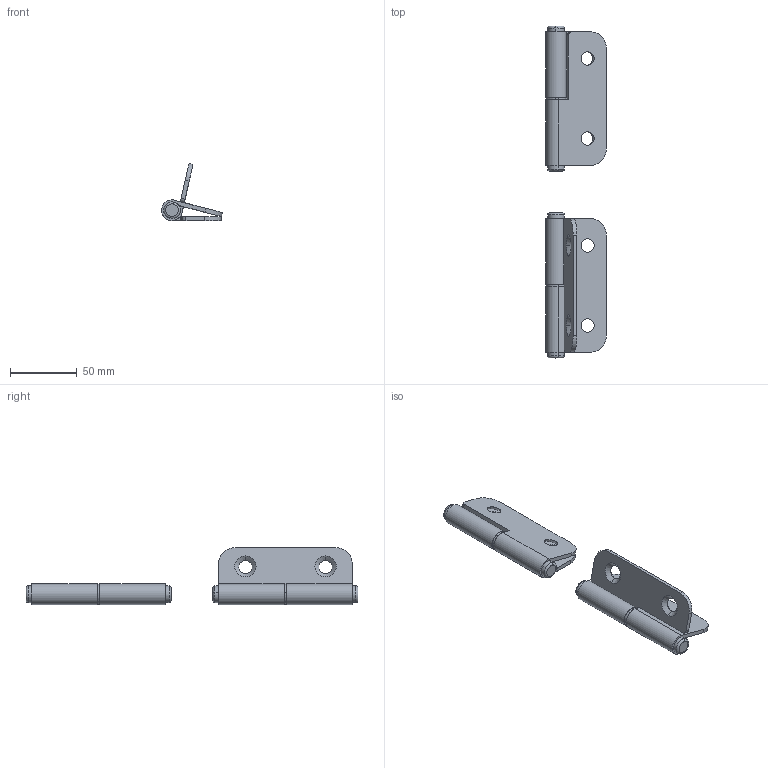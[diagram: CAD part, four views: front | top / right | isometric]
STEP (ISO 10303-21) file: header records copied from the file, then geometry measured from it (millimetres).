
FILE_DESCRIPTION (( 'STEP AP214' ), '1' );
FILE_NAME ('02165-Lift Off Hinge Left Hand Stainless Steel 100mm.STEP', '2018-07-25T23:35:58', ( '' ), ( '' ), 'SwSTEP 2.0', 'SolidWorks 2018', '' );
FILE_SCHEMA (( 'AUTOMOTIVE_DESIGN' ));
Length unit declared in the file: millimetre
Products named in the file (7): 2165 hole; 2165 pin; 02165-Lift Off Hinge Left Hand Stainless Steel 100mm
Assembly tree (4 placements, depth 2):
  2165 hole
  2165 pin
  02165-Lift Off Hinge Left Hand Stainless Steel 100mm
    2165 hole  x2
    2165 pin  x2
  2165 pin
  2165 hole
Bounding box: 45.51 x 248.6 x 42.79 mm (x, y, z)
Volume: 70061.6 mm3; surface area: 44764 mm2
Topology: 8 solids, 8 shells, 658 faces, 1738 edges, 1146 vertices
Faces by surface type: plane 348, bspline 216, cylinder 66, cone 20, torus 8
Entity records: 16536 total; most frequent: CARTESIAN_POINT 8703, ORIENTED_EDGE 1738, DIRECTION 1200, EDGE_CURVE 869, VERTEX_POINT 573, LINE 564, VECTOR 564, EDGE_LOOP 366
